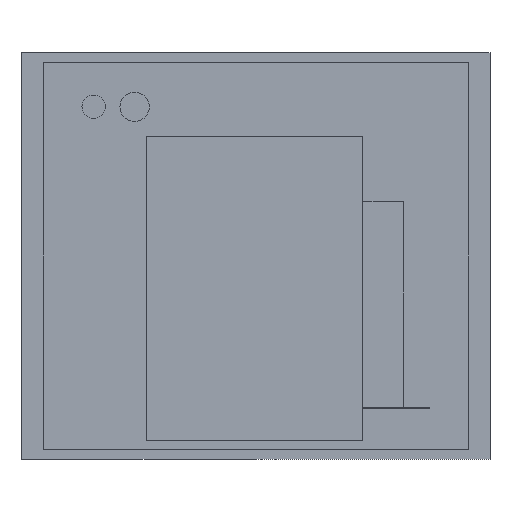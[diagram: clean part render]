
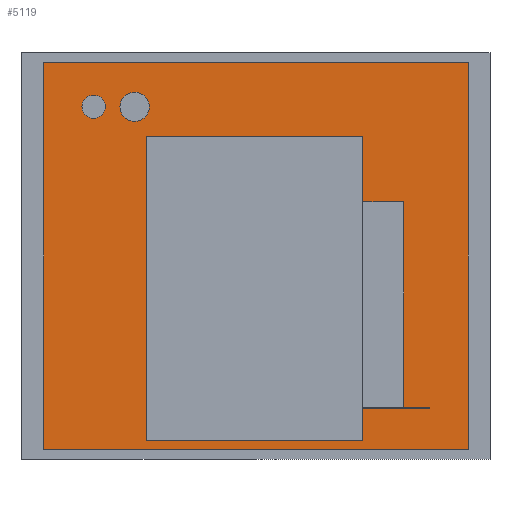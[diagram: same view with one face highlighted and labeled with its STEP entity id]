
A CAD part, front view. The second image highlights one B-rep face of the part: STEP entity #5119.
In plain terms, the highlighted planar face has unit normal (0, -1, 0).
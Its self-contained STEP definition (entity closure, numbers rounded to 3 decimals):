
#48=FACE_BOUND('',#489,.T.);
#49=FACE_BOUND('',#490,.T.);
#60=CIRCLE('',#5472,20.);
#62=CIRCLE('',#5476,25.);
#171=FACE_OUTER_BOUND('',#488,.T.);
#488=EDGE_LOOP('',(#3459,#3460,#3461,#3462));
#489=EDGE_LOOP('',(#3463));
#490=EDGE_LOOP('',(#3464));
#832=LINE('',#7307,#1516);
#834=LINE('',#7311,#1518);
#836=LINE('',#7315,#1520);
#838=LINE('',#7318,#1522);
#1516=VECTOR('',#5912,10.);
#1518=VECTOR('',#5916,10.);
#1520=VECTOR('',#5920,10.);
#1522=VECTOR('',#5924,10.);
#2166=VERTEX_POINT('',#7233);
#2168=VERTEX_POINT('',#7240);
#2189=VERTEX_POINT('',#7304);
#2190=VERTEX_POINT('',#7306);
#2191=VERTEX_POINT('',#7310);
#2192=VERTEX_POINT('',#7314);
#2651=EDGE_CURVE('',#2166,#2166,#60,.T.);
#2654=EDGE_CURVE('',#2168,#2168,#62,.T.);
#2684=EDGE_CURVE('',#2190,#2189,#832,.T.);
#2686=EDGE_CURVE('',#2191,#2190,#834,.T.);
#2688=EDGE_CURVE('',#2192,#2191,#836,.T.);
#2690=EDGE_CURVE('',#2189,#2192,#838,.T.);
#3459=ORIENTED_EDGE('',*,*,#2690,.T.);
#3460=ORIENTED_EDGE('',*,*,#2688,.T.);
#3461=ORIENTED_EDGE('',*,*,#2686,.T.);
#3462=ORIENTED_EDGE('',*,*,#2684,.T.);
#3463=ORIENTED_EDGE('',*,*,#2651,.T.);
#3464=ORIENTED_EDGE('',*,*,#2654,.T.);
#4820=PLANE('',#5493);
#5119=ADVANCED_FACE('',(#171,#48,#49),#4820,.T.);
#5472=AXIS2_PLACEMENT_3D('',#7235,#5846,#5847);
#5476=AXIS2_PLACEMENT_3D('',#7242,#5855,#5856);
#5493=AXIS2_PLACEMENT_3D('',#7319,#5925,#5926);
#5846=DIRECTION('center_axis',(0.,1.,0.));
#5847=DIRECTION('ref_axis',(1.,0.,0.));
#5855=DIRECTION('center_axis',(0.,1.,0.));
#5856=DIRECTION('ref_axis',(1.,0.,0.));
#5912=DIRECTION('',(0.,0.,-1.));
#5916=DIRECTION('',(-1.,0.,0.));
#5920=DIRECTION('',(0.,0.,1.));
#5924=DIRECTION('',(1.,0.,0.));
#5925=DIRECTION('center_axis',(0.,-1.,0.));
#5926=DIRECTION('ref_axis',(0.,0.,-1.));
#7233=CARTESIAN_POINT('',(-297.5,-370.,255.));
#7235=CARTESIAN_POINT('Origin',(-277.5,-370.,255.));
#7240=CARTESIAN_POINT('',(-232.5,-370.,255.));
#7242=CARTESIAN_POINT('Origin',(-207.5,-370.,255.));
#7304=CARTESIAN_POINT('',(-362.5,-370.,-330.));
#7306=CARTESIAN_POINT('',(-362.5,-370.,330.));
#7307=CARTESIAN_POINT('',(-362.5,-370.,-330.));
#7310=CARTESIAN_POINT('',(362.5,-370.,330.));
#7311=CARTESIAN_POINT('',(-362.5,-370.,330.));
#7314=CARTESIAN_POINT('',(362.5,-370.,-330.));
#7315=CARTESIAN_POINT('',(362.5,-370.,330.));
#7318=CARTESIAN_POINT('',(362.5,-370.,-330.));
#7319=CARTESIAN_POINT('Origin',(0.,-370.,0.));
